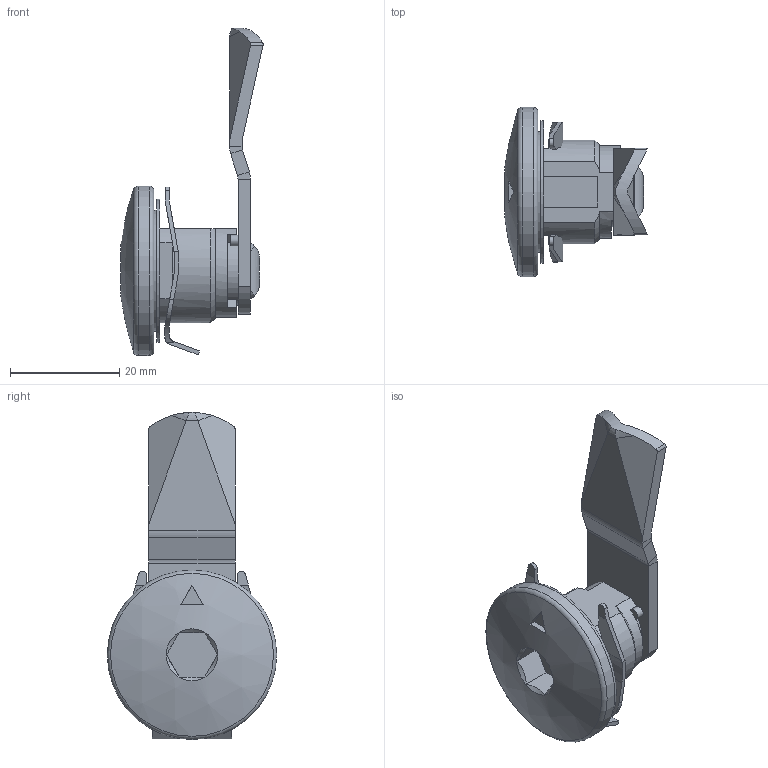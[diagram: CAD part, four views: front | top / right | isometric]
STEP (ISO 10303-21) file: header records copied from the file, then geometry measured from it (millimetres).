
FILE_DESCRIPTION(/* description */ (''),/* implementation_level */ '2;1');
FILE_NAME(/* name */ '6-621-RU.stp',/* time_stamp */ '2023-11-22T11:01:49-05:00',/* author */ ('dtinay'),/* organization */ ('Eberhard Manufacturing Company'),/* preprocessor_version */ 'ST-DEVELOPER v20',/* originating_system */ 'Autodesk Inventor 2024',/* authorisation */ '');
FILE_SCHEMA (('AUTOMOTIVE_DESIGN { 1 0 10303 214 3 1 1 }'));
Length unit declared in the file: inch
Products named in the file (8): 6-621-RU; 6-621-1; 15X-109-SS; 13-4972-3; 5-621-6; 520-16; 6-621-3_ASSEMBLED; 5-621-32
Assembly tree (7 placements, depth 2):
  6-621-RU
    6-621-1
    15X-109-SS
    13-4972-3
    5-621-6
    520-16
    6-621-3_ASSEMBLED
    5-621-32
Bounding box: 26.07 x 31.06 x 59.98 mm (x, y, z)
Volume: 8170.3 mm3; surface area: 9429.3 mm2
Topology: 7 solids, 7 shells, 187 faces, 482 edges, 314 vertices
Faces by surface type: plane 117, cylinder 55, bspline 6, cone 4, torus 3, sphere 2
Full cylindrical faces by diameter (mm): 1.981 x2, 5.156 x1, 12.7 x1, 12.802 x1, 26.187 x1, 31.064 x1
Entity records: 6757 total; most frequent: CARTESIAN_POINT 1730, DIRECTION 995, ORIENTED_EDGE 960, EDGE_CURVE 480, AXIS2_PLACEMENT_3D 356, VERTEX_POINT 314, LINE 283, VECTOR 283
